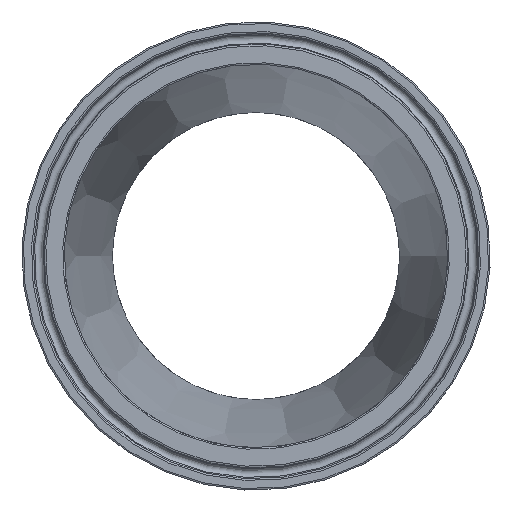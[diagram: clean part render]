
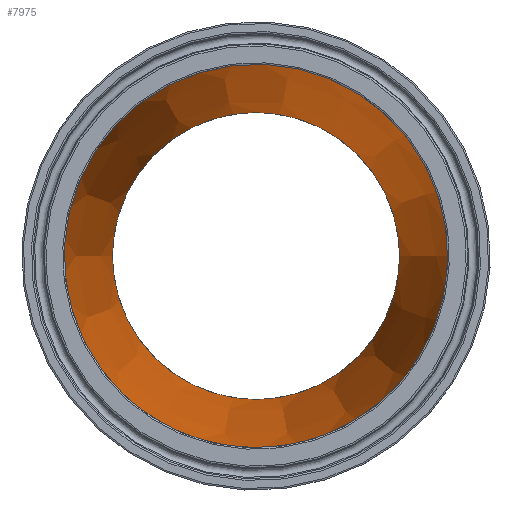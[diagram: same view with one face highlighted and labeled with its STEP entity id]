
A CAD part, left-side view. The second image highlights one B-rep face of the part: STEP entity #7975.
In plain terms, the highlighted conical face has half-angle 6.871 degrees and reference radius 42.57 mm.
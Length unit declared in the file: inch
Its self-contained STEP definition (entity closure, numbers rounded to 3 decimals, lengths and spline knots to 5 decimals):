
#167=FACE_BOUND('',#1513,.T.);
#988=FACE_OUTER_BOUND('',#1512,.T.);
#1512=EDGE_LOOP('',(#7414));
#1513=EDGE_LOOP('',(#7415));
#1711=CIRCLE('',#8482,1.435);
#1712=CIRCLE('',#8484,1.917);
#3953=VERTEX_POINT('',#17159);
#3954=VERTEX_POINT('',#17162);
#5109=EDGE_CURVE('',#3953,#3953,#1711,.T.);
#5110=EDGE_CURVE('',#3954,#3954,#1712,.T.);
#7414=ORIENTED_EDGE('',*,*,#5110,.F.);
#7415=ORIENTED_EDGE('',*,*,#5109,.T.);
#7466=CONICAL_SURFACE('',#8483,1.676,6.871);
#7975=ADVANCED_FACE('',(#988,#167),#7466,.F.);
#8482=AXIS2_PLACEMENT_3D('',#17160,#10037,#10038);
#8483=AXIS2_PLACEMENT_3D('',#17161,#10039,#10040);
#8484=AXIS2_PLACEMENT_3D('',#17163,#10041,#10042);
#10037=DIRECTION('center_axis',(1.,0.,0.));
#10038=DIRECTION('ref_axis',(0.,-1.,0.));
#10039=DIRECTION('center_axis',(-1.,0.,0.));
#10040=DIRECTION('ref_axis',(0.,-1.,0.));
#10041=DIRECTION('center_axis',(1.,0.,0.));
#10042=DIRECTION('ref_axis',(0.,-1.,0.));
#17159=CARTESIAN_POINT('',(4.,-1.435,0.));
#17160=CARTESIAN_POINT('Origin',(4.,0.,0.));
#17161=CARTESIAN_POINT('Origin',(2.,0.,0.));
#17162=CARTESIAN_POINT('',(0.,-1.917,0.));
#17163=CARTESIAN_POINT('Origin',(0.,0.,0.));
